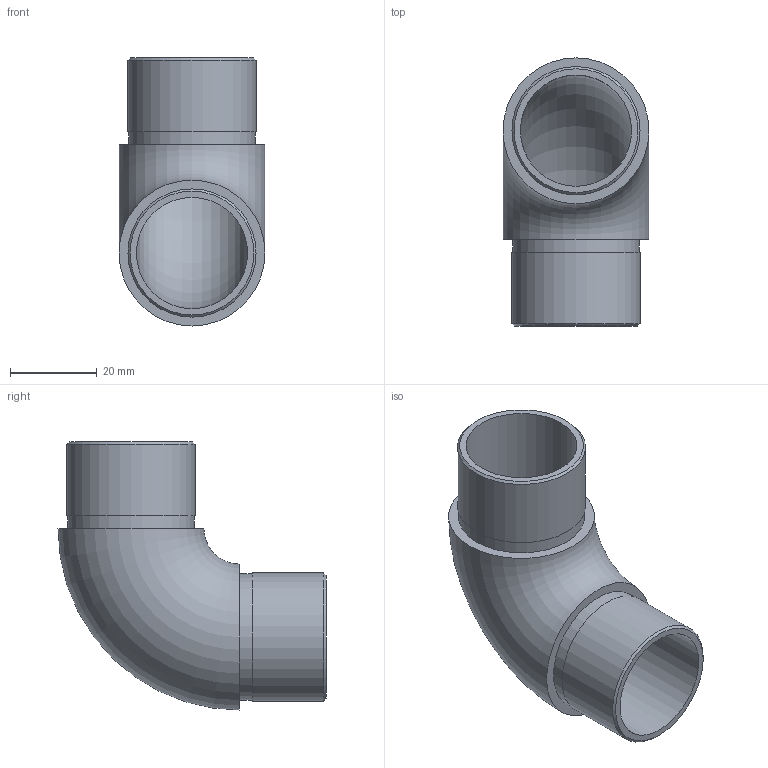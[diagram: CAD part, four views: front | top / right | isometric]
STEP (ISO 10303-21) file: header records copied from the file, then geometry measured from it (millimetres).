
FILE_DESCRIPTION (( 'STEP AP203' ), '1' );
FILE_NAME ('56248-320-33.step', '2019-12-12T14:01:29', ( '' ), ( '' ), 'SwSTEP 2.0', 'SolidWorks 2015', '' );
FILE_SCHEMA (( 'CONFIG_CONTROL_DESIGN' ));
Length unit declared in the file: millimetre
Products named in the file (2): 56248-320-33
Bounding box: 33.7 x 61.9 x 61.9 mm (x, y, z)
Volume: 21323.9 mm3; surface area: 15106.7 mm2
Topology: 1 solids, 1 shells, 294 faces, 779 edges, 519 vertices
Faces by surface type: bspline 145, plane 111, cylinder 34, torus 2, cone 2
Full cylindrical faces by diameter (mm): 25.7 x2, 29.2 x2, 29.6 x2
Entity records: 14927 total; most frequent: CARTESIAN_POINT 8489, ORIENTED_EDGE 1532, DIRECTION 860, EDGE_CURVE 766, VERTEX_POINT 516, VECTOR 346, LINE 346, EDGE_LOOP 338
